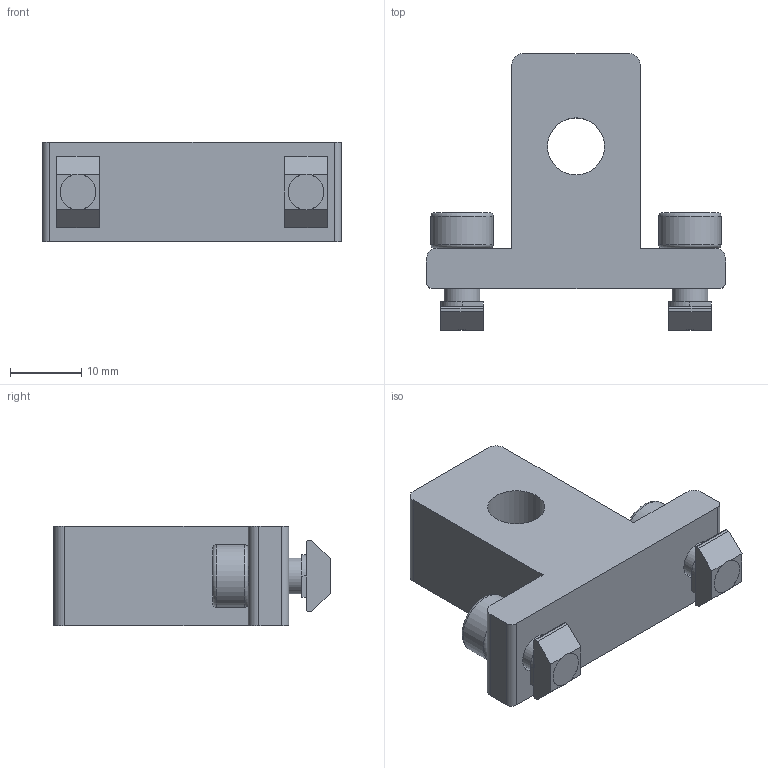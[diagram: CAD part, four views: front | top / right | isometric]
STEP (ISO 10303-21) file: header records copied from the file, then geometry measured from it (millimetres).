
FILE_DESCRIPTION(('FreeCAD Model'),'2;1');
FILE_NAME('Open CASCADE Shape Model','2025-11-27T23:25:49',('Author'),( ''),'Open CASCADE STEP processor 7.8','FreeCAD','Unknown');
FILE_SCHEMA(('AUTOMOTIVE_DESIGN { 1 0 10303 214 1 1 1 1 }'));
Length unit declared in the file: millimetre
Products named in the file (6): ShaftHolder__T8_Assy; Holder-T8_001; Bolt-M5x11_001; Bolt-M5x11_002; Nut-M5_001; Nut-M5_002
Assembly tree (5 placements, depth 2):
  ShaftHolder__T8_Assy
    Holder-T8_001
    Bolt-M5x11_001
    Bolt-M5x11_002
    Nut-M5_001
    Nut-M5_002
Bounding box: 42 x 38.8 x 14 mm (x, y, z)
Volume: 10381.6 mm3; surface area: 5256.2 mm2
Topology: 5 solids, 5 shells, 99 faces, 237 edges, 150 vertices
Faces by surface type: plane 72, cylinder 23, torus 4
Full cylindrical faces by diameter (mm): 5 x4, 5.5 x2, 8 x1, 8.72 x2
Entity records: 3005 total; most frequent: DIRECTION 509, CARTESIAN_POINT 492, ORIENTED_EDGE 474, EDGE_CURVE 237, LINE 175, VECTOR 175, AXIS2_PLACEMENT_3D 167, VERTEX_POINT 150
